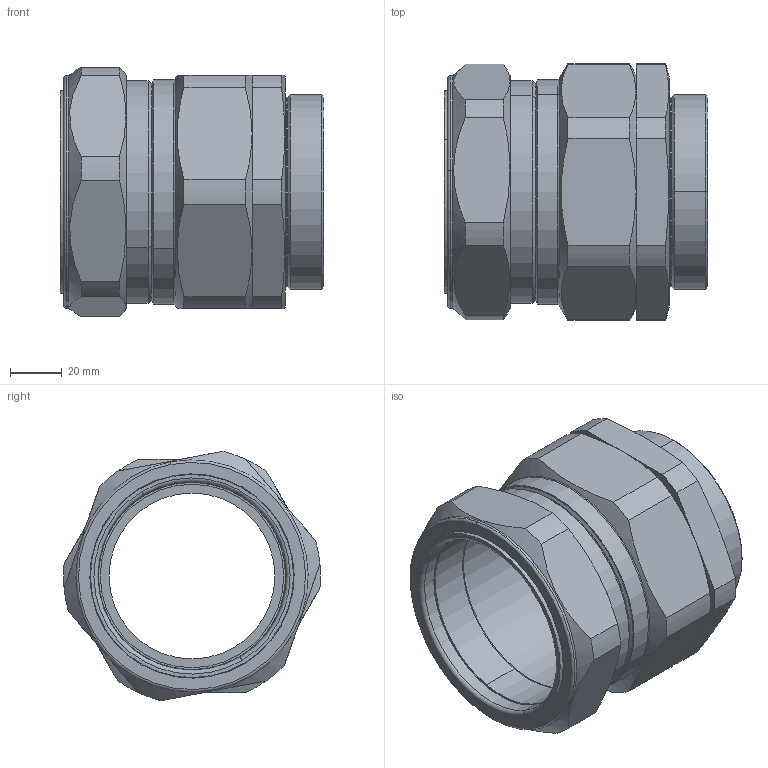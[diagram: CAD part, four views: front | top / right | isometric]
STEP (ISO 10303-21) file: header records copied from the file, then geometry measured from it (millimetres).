
FILE_DESCRIPTION (( 'STEP AP203' ), '1' );
FILE_NAME ('75SC2K1RA.STEP', '2021-03-29T12:56:05', ( '' ), ( '' ), 'SwSTEP 2.0', 'SolidWorks 2017', '' );
FILE_SCHEMA (( 'CONFIG_CONTROL_DESIGN' ));
Length unit declared in the file: millimetre
Products named in the file (1): 75SC2K1RA
Bounding box: 101.7 x 98.95 x 96.08 mm (x, y, z)
Volume: 245830.9 mm3; surface area: 61370 mm2
Topology: 1 solids, 1 shells, 118 faces, 270 edges, 162 vertices
Faces by surface type: cylinder 38, cone 36, plane 34, torus 10
Entity records: 3697 total; most frequent: CARTESIAN_POINT 951, DIRECTION 590, ORIENTED_EDGE 540, EDGE_CURVE 270, AXIS2_PLACEMENT_3D 249, VERTEX_POINT 162, CIRCLE 130, EDGE_LOOP 128
